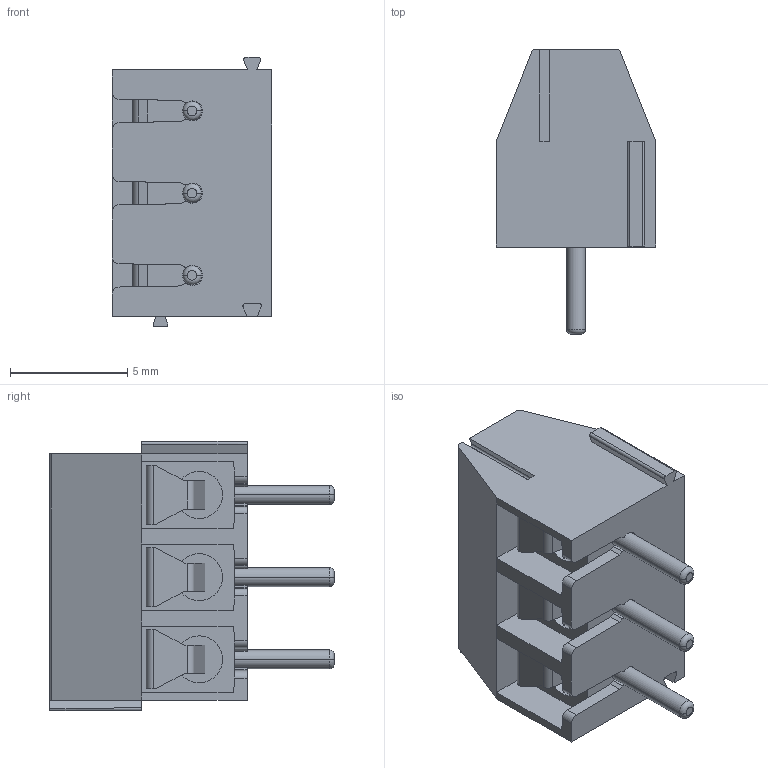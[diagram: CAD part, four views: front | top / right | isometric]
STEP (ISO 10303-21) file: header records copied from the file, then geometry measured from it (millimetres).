
FILE_DESCRIPTION((''),'2;1');
FILE_NAME('WJ350-350-03P-00A','2015-12-15T',('QZY'),(''),'CREO PARAMETRIC BY PTC INC, 2014440','CREO PARAMETRIC BY PTC INC, 2014440','');
FILE_SCHEMA(('CONFIG_CONTROL_DESIGN'));
Length unit declared in the file: millimetre
Products named in the file (1): WJ350-350-03P-00A
Bounding box: 6.8 x 12.1 x 11.46 mm (x, y, z)
Volume: 383.7 mm3; surface area: 889.9 mm2
Topology: 1 solids, 1 shells, 268 faces, 703 edges, 458 vertices
Faces by surface type: plane 165, cylinder 67, torus 24, cone 12
Entity records: 8508 total; most frequent: CARTESIAN_POINT 1611, DIRECTION 1416, ORIENTED_EDGE 1406, EDGE_CURVE 703, AXIS2_PLACEMENT_3D 477, VECTOR 462, LINE 462, VERTEX_POINT 458
